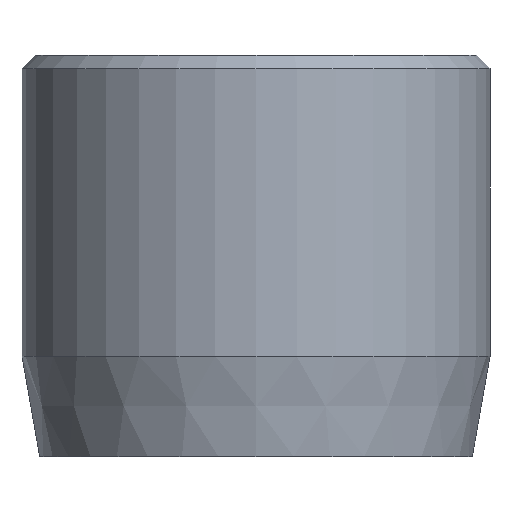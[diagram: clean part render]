
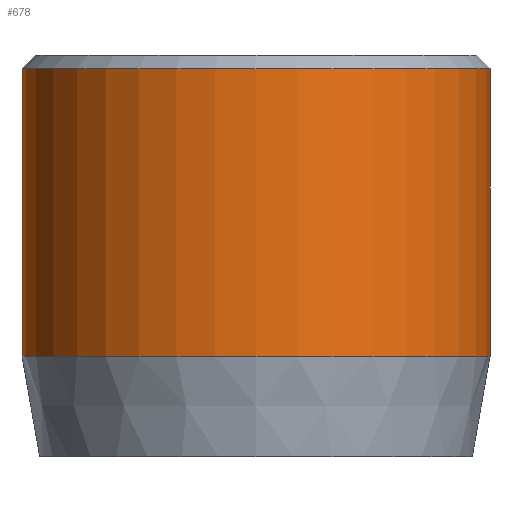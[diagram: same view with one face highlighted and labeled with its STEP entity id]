
A CAD part, front view. The second image highlights one B-rep face of the part: STEP entity #678.
In plain terms, the highlighted cylindrical face has radius 3.5 mm (diameter 7 mm), a partial arc.
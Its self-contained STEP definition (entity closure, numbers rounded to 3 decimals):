
#16 = CARTESIAN_POINT ( 'NONE',  ( 0., 0., 5.8 ) ) ;
#49 = DIRECTION ( 'NONE',  ( 1., 0., 0. ) ) ;
#52 = DIRECTION ( 'NONE',  ( 0., 0., 1. ) ) ;
#57 = CARTESIAN_POINT ( 'NONE',  ( 0., 0., 1.5 ) ) ;
#102 = VERTEX_POINT ( 'NONE', #1071 ) ;
#120 = EDGE_CURVE ( 'NONE', #244, #102, #751, .T. ) ;
#126 = DIRECTION ( 'NONE',  ( 1., 0., 0. ) ) ;
#156 = AXIS2_PLACEMENT_3D ( 'NONE', #57, #52, #49 ) ;
#179 = ORIENTED_EDGE ( 'NONE', *, *, #120, .F. ) ;
#184 = CARTESIAN_POINT ( 'NONE',  ( 0., 0., 6. ) ) ;
#198 = AXIS2_PLACEMENT_3D ( 'NONE', #184, #921, #912 ) ;
#215 = VERTEX_POINT ( 'NONE', #781 ) ;
#244 = VERTEX_POINT ( 'NONE', #770 ) ;
#259 = CYLINDRICAL_SURFACE ( 'NONE', #198, 3.5 ) ;
#345 = CARTESIAN_POINT ( 'NONE',  ( -3.5, 0., 5.8 ) ) ;
#349 = VERTEX_POINT ( 'NONE', #345 ) ;
#397 = AXIS2_PLACEMENT_3D ( 'NONE', #16, #698, #126 ) ;
#455 = ORIENTED_EDGE ( 'NONE', *, *, #465, .T. ) ;
#465 = EDGE_CURVE ( 'NONE', #215, #102, #682, .T. ) ;
#483 = ORIENTED_EDGE ( 'NONE', *, *, #771, .T. ) ;
#678 = ADVANCED_FACE ( 'NONE', ( #969 ), #259, .T. ) ;
#682 = CIRCLE ( 'NONE', #156, 3.5 ) ;
#695 = VECTOR ( 'NONE', #851, 1000. ) ;
#698 = DIRECTION ( 'NONE',  ( 0., 0., -1. ) ) ;
#722 = EDGE_CURVE ( 'NONE', #349, #215, #750, .T. ) ;
#750 = LINE ( 'NONE', #898, #695 ) ;
#751 = LINE ( 'NONE', #983, #915 ) ;
#770 = CARTESIAN_POINT ( 'NONE',  ( 3.5, 0., 5.8 ) ) ;
#771 = EDGE_CURVE ( 'NONE', #244, #349, #895, .T. ) ;
#781 = CARTESIAN_POINT ( 'NONE',  ( -3.5, 0., 1.5 ) ) ;
#851 = DIRECTION ( 'NONE',  ( 0., 0., -1. ) ) ;
#895 = CIRCLE ( 'NONE', #397, 3.5 ) ;
#898 = CARTESIAN_POINT ( 'NONE',  ( -3.5, 0., 6. ) ) ;
#912 = DIRECTION ( 'NONE',  ( -1., 0., 0. ) ) ;
#915 = VECTOR ( 'NONE', #978, 1000. ) ;
#921 = DIRECTION ( 'NONE',  ( 0., 0., -1. ) ) ;
#969 = FACE_OUTER_BOUND ( 'NONE', #1122, .T. ) ;
#978 = DIRECTION ( 'NONE',  ( 0., 0., -1. ) ) ;
#983 = CARTESIAN_POINT ( 'NONE',  ( 3.5, 0., 6. ) ) ;
#1071 = CARTESIAN_POINT ( 'NONE',  ( 3.5, 0., 1.5 ) ) ;
#1122 = EDGE_LOOP ( 'NONE', ( #179, #483, #1180, #455 ) ) ;
#1180 = ORIENTED_EDGE ( 'NONE', *, *, #722, .T. ) ;
